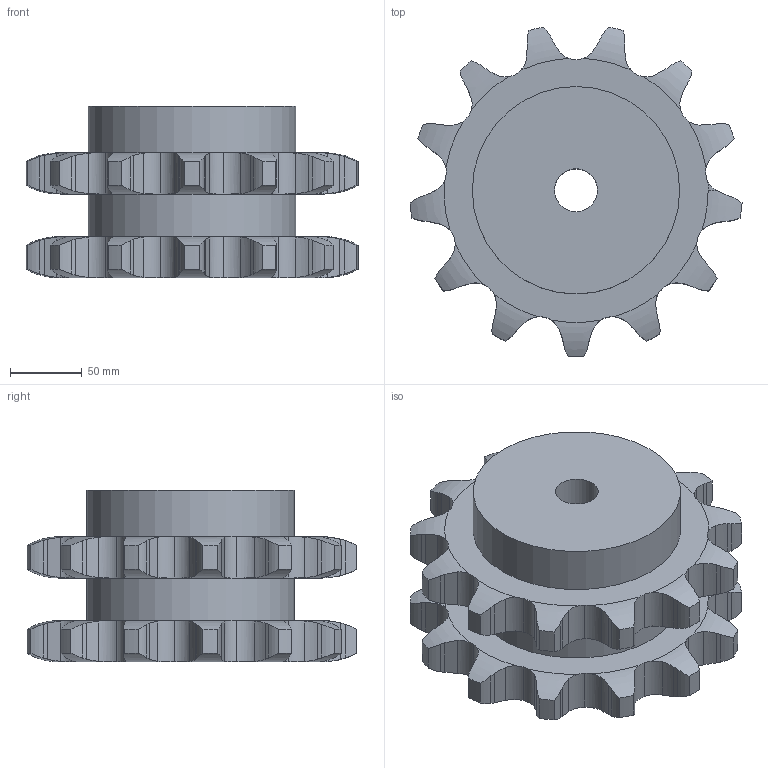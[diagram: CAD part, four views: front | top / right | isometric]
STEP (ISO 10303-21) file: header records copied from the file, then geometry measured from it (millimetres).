
FILE_DESCRIPTION(('FreeCAD Model'),'2;1');
FILE_NAME('Open CASCADE Shape Model','2021-09-11T08:42:56',('FreeCAD'),( 'FreeCAD'),'Open CASCADE STEP processor 7.4','FreeCAD','Unknown');
FILE_SCHEMA(('AUTOMOTIVE_DESIGN { 1 0 10303 214 1 1 1 1 }'));
Length unit declared in the file: millimetre
Products named in the file (1): Open CASCADE STEP translator 7.4 6
Bounding box: 232.13 x 230.55 x 120 mm (x, y, z)
Volume: 2808297.7 mm3; surface area: 187921.9 mm2
Topology: 1 solids, 1 shells, 299 faces, 880 edges, 587 vertices
Faces by surface type: cylinder 185, plane 58, torus 56
Full cylindrical faces by diameter (mm): 30 x1, 145 x2
Entity records: 27305 total; most frequent: CARTESIAN_POINT 12299, DIRECTION 2081, ORIENTED_EDGE 1760, PCURVE 1760, DEFINITIONAL_REPRESENTATION 1760, B_SPLINE_CURVE_WITH_KNOTS 1260, LINE 989, VECTOR 989
